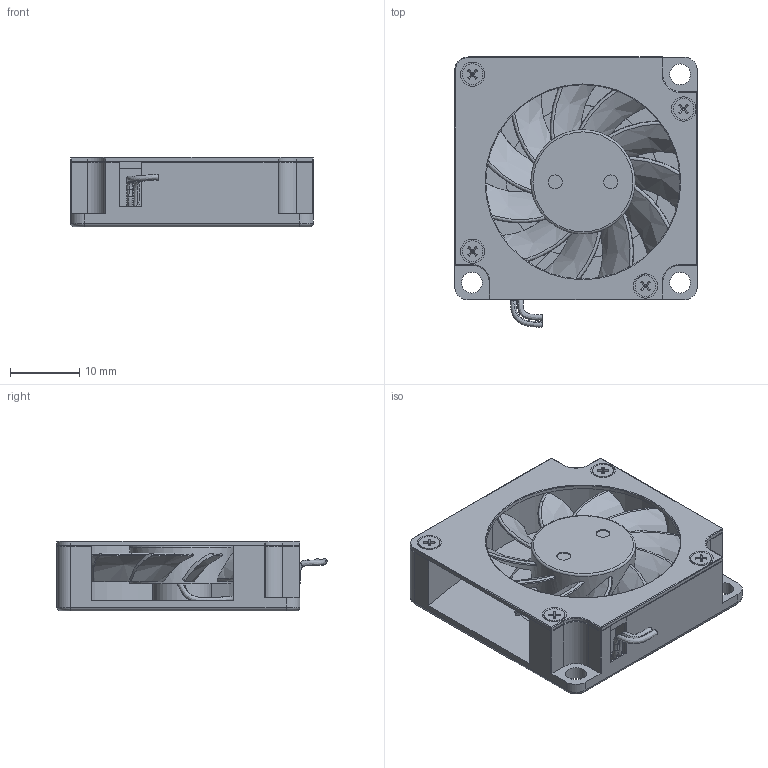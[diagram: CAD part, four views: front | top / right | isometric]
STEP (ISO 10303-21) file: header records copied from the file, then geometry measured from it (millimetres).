
FILE_DESCRIPTION(/* description */ (''),/* implementation_level */ '2;1');
FILE_NAME(/* name */ 'UNITEDPRO_B3510X5B.stp',/* time_stamp */ '2018-09-17T21:45:45+02:00',/* author */ ('Lasse'),/* organization */ (''),/* preprocessor_version */ 'ST-DEVELOPER v17',/* originating_system */ 'Autodesk Inventor 2018',/* authorisation */ '');
FILE_SCHEMA (('AUTOMOTIVE_DESIGN { 1 0 10303 214 3 1 1 }'));
Length unit declared in the file: millimetre
Products named in the file (7): UNITEDPRO_B3510X5B; B3510X5B_GEHAEUSE; B3510X5B_ABDECKBLECH; B3510X5B_ROTOR; ISO_7046_1_M1_6X4_4_8 _H_ISO; B3510X5B_KABELFUEHRUNG; B3510X5B_ELEKTRONIK
Assembly tree (9 placements, depth 2):
  UNITEDPRO_B3510X5B
    B3510X5B_GEHAEUSE
    B3510X5B_ABDECKBLECH
    B3510X5B_ROTOR
    ISO_7046_1_M1_6X4_4_8 _H_ISO  x4
    B3510X5B_KABELFUEHRUNG
    B3510X5B_ELEKTRONIK
Bounding box: 35 x 38.91 x 10 mm (x, y, z)
Volume: 4378.2 mm3; surface area: 8240 mm2
Topology: 10 solids, 10 shells, 411 faces, 1070 edges, 686 vertices
Faces by surface type: plane 117, bspline 111, cylinder 85, cone 56, torus 31, sphere 11
Full cylindrical faces by diameter (mm): 0.729 x4, 1.385 x4, 1.6 x4, 2 x2, 3 x7, 6 x1, 8.5 x1, 9 x1, 14 x1, 15 x1, 28 x1
Entity records: 23613 total; most frequent: CARTESIAN_POINT 16141, ORIENTED_EDGE 1624, DIRECTION 1275, EDGE_CURVE 812, VERTEX_POINT 521, AXIS2_PLACEMENT_3D 487, EDGE_LOOP 361, FACE_OUTER_BOUND 324
